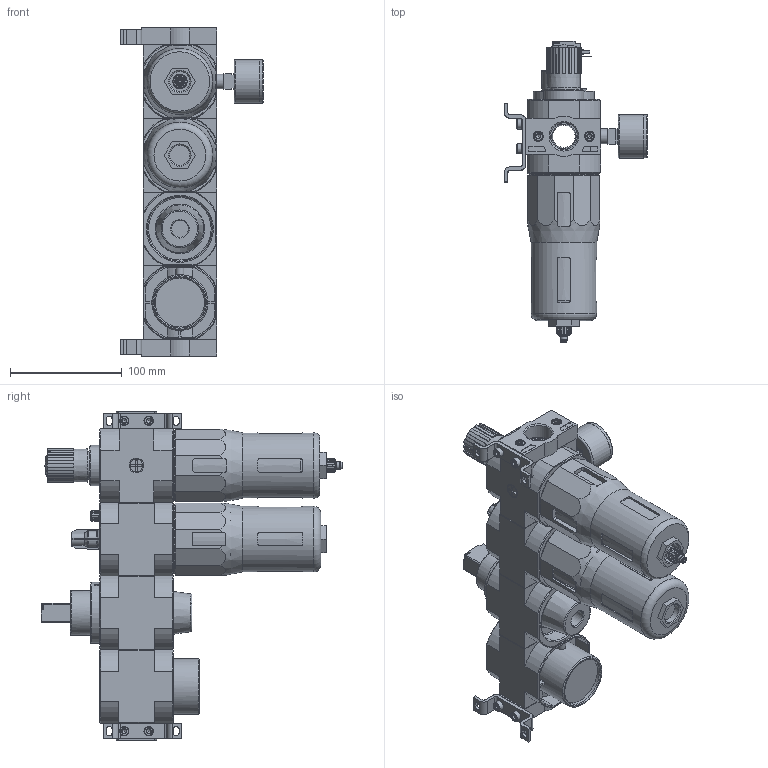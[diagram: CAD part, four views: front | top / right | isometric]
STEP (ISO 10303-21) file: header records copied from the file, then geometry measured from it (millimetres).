
FILE_DESCRIPTION(/* description */ ('STEP AP214'),/* implementation_level */ '2;1');
FILE_NAME(/* name */ '185837_FRC-3_4-D-MAXI-KE',/* time_stamp */ '2024-08-28T17:44:30+02:00',/* author */ ('License CC BY-ND 4.0'),/* organization */ ('CADENAS'),/* preprocessor_version */ 'ST-DEVELOPER v19.3',/* originating_system */ 'PARTsolutions',/* authorisation */ ' ');
FILE_SCHEMA (('AP242_MANAGED_MODEL_BASED_3D_ENGINEERING_MIM_LF { 1 0 10303 442 3 1 4 }','AUTOMOTIVE_DESIGN {1 0 10303 214 3 1 1}'));
Length unit declared in the file: millimetre
Products named in the file (15): 185837 FRC-3/4-D-MAXI-KE; 380309 PBL-3/4-D-MAXI-L---(1) p1; DIN-912 - M5x20(F); 159593 HFOE-D-MIDI/MAXI-P1; DIN-912 - M5x10(F); 380311 PBL-3/4-D-MAXI-R---(0) p1; 124085 LFR-D-MAXI--(0); 8003639 PAGN-40-16-G14; 125696 LR/LFR-D-MAXI; 648415 LF; 396443 LOE-D-MAXI; 234370 FRB-D-MAXI; 746238 HEE-D-MAXI-24; 364665 MSEB-3-24V-D; 360728 HEL-MAXI
Assembly tree (26 placements, depth 2):
  185837 FRC-3/4-D-MAXI-KE
    380309 PBL-3/4-D-MAXI-L---(1) p1
    DIN-912 - M5x20(F)  x4
    159593 HFOE-D-MIDI/MAXI-P1  x2
    DIN-912 - M5x10(F)  x4
    380311 PBL-3/4-D-MAXI-R---(0) p1
    124085 LFR-D-MAXI--(0)
    8003639 PAGN-40-16-G14
    125696 LR/LFR-D-MAXI
    648415 LF
    396443 LOE-D-MAXI
    234370 FRB-D-MAXI  x6
    746238 HEE-D-MAXI-24
    364665 MSEB-3-24V-D
    360728 HEL-MAXI
Bounding box: 127.95 x 270.5 x 294 mm (x, y, z)
Volume: 1897310.6 mm3; surface area: 304587.5 mm2
Topology: 26 solids, 27 shells, 1869 faces, 4634 edges, 2925 vertices
Faces by surface type: plane 1011, cylinder 477, cone 289, torus 81, sphere 11
Full cylindrical faces by diameter (mm): 2 x1, 2.013 x1, 2.5 x1, 3 x1, 3.2 x1, 3.6 x1, 3.7 x6, 3.8 x3, 4 x2, 4.134 x14, 4.2 x1, 5 x15, 5.3 x4, 5.4 x1, 5.5 x2, 5.6 x3, 6 x3, 6.4 x1, 6.8 x1, 7 x7, 7.1 x1, 8 x4, 8.4 x4, 8.5 x8, 8.7 x1, 9 x2, 9.5 x1, 10 x1, 11 x1, 11.2 x1
Entity records: 56830 total; most frequent: CARTESIAN_POINT 9683, DIRECTION 7922, ORIENTED_EDGE 7528, EDGE_CURVE 3764, AXIS2_PLACEMENT_3D 3001, VERTEX_POINT 2577, FACE_BOUND 2081, EDGE_LOOP 2069
